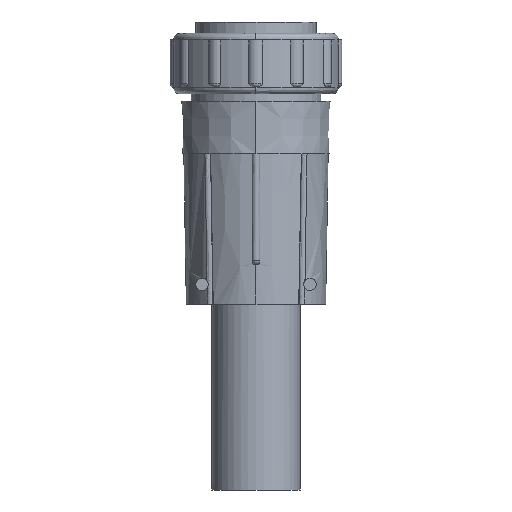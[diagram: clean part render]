
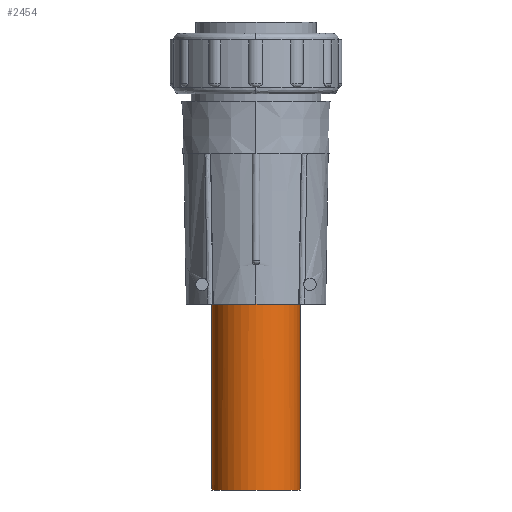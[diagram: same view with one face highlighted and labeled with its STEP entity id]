
A CAD part, front view. The second image highlights one B-rep face of the part: STEP entity #2454.
In plain terms, the highlighted cylindrical face has radius 8.509 mm (diameter 17.018 mm), a partial arc.
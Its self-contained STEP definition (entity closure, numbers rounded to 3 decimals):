
#16 = VECTOR ( 'NONE', #10821, 1000. ) ;
#79 = LINE ( 'NONE', #3037, #11397 ) ;
#93 = LINE ( 'NONE', #643, #9307 ) ;
#126 = CARTESIAN_POINT ( 'NONE',  ( 8.509, 0., -90.17 ) ) ;
#161 = ORIENTED_EDGE ( 'NONE', *, *, #7890, .T. ) ;
#643 = CARTESIAN_POINT ( 'NONE',  ( -8.5, -0.381, -90.17 ) ) ;
#723 = DIRECTION ( 'NONE',  ( 0., 0., 1. ) ) ;
#788 = VERTEX_POINT ( 'NONE', #126 ) ;
#1085 = CIRCLE ( 'NONE', #10375, 8.509 ) ;
#1249 = CARTESIAN_POINT ( 'NONE',  ( -8.5, -0.381, -46.863 ) ) ;
#1367 = CYLINDRICAL_SURFACE ( 'NONE', #6403, 8.509 ) ;
#1911 = FACE_OUTER_BOUND ( 'NONE', #3596, .T. ) ;
#2054 = CARTESIAN_POINT ( 'NONE',  ( 8.509, 0., -46.863 ) ) ;
#2116 = VECTOR ( 'NONE', #2990, 1000. ) ;
#2135 = ORIENTED_EDGE ( 'NONE', *, *, #8882, .T. ) ;
#2348 = CARTESIAN_POINT ( 'NONE',  ( -8.509, 0., -90.17 ) ) ;
#2360 = EDGE_CURVE ( 'NONE', #7459, #10743, #79, .T. ) ;
#2454 = ADVANCED_FACE ( 'NONE', ( #1911 ), #1367, .T. ) ;
#2574 = CARTESIAN_POINT ( 'NONE',  ( 0., 0., -90.17 ) ) ;
#2589 = ORIENTED_EDGE ( 'NONE', *, *, #2360, .F. ) ;
#2625 = AXIS2_PLACEMENT_3D ( 'NONE', #5049, #11255, #5942 ) ;
#2731 = ORIENTED_EDGE ( 'NONE', *, *, #6314, .T. ) ;
#2740 = VERTEX_POINT ( 'NONE', #2054 ) ;
#2836 = AXIS2_PLACEMENT_3D ( 'NONE', #4012, #10222, #4903 ) ;
#2990 = DIRECTION ( 'NONE',  ( 0., 0., 1. ) ) ;
#3037 = CARTESIAN_POINT ( 'NONE',  ( -8.509, 0., -90.17 ) ) ;
#3126 = CIRCLE ( 'NONE', #2625, 8.509 ) ;
#3490 = DIRECTION ( 'NONE',  ( 1., 0., 0. ) ) ;
#3596 = EDGE_LOOP ( 'NONE', ( #2589, #4189, #8266, #161, #2135, #2731, #4885, #10362 ) ) ;
#4012 = CARTESIAN_POINT ( 'NONE',  ( 0., 0., -54.356 ) ) ;
#4063 = DIRECTION ( 'NONE',  ( 1., 0., 0. ) ) ;
#4189 = ORIENTED_EDGE ( 'NONE', *, *, #4760, .T. ) ;
#4726 = DIRECTION ( 'NONE',  ( 0., 0., -1. ) ) ;
#4760 = EDGE_CURVE ( 'NONE', #7459, #788, #1085, .T. ) ;
#4885 = ORIENTED_EDGE ( 'NONE', *, *, #5190, .T. ) ;
#4903 = DIRECTION ( 'NONE',  ( 1., 0., 0. ) ) ;
#4914 = DIRECTION ( 'NONE',  ( 0., 0., 1. ) ) ;
#5049 = CARTESIAN_POINT ( 'NONE',  ( 0., 0., -46.863 ) ) ;
#5190 = EDGE_CURVE ( 'NONE', #5493, #9167, #93, .T. ) ;
#5493 = VERTEX_POINT ( 'NONE', #7650 ) ;
#5942 = DIRECTION ( 'NONE',  ( 1., 0., 0. ) ) ;
#6032 = LINE ( 'NONE', #9199, #2116 ) ;
#6093 = CARTESIAN_POINT ( 'NONE',  ( 8.5, -0.381, -46.863 ) ) ;
#6201 = CARTESIAN_POINT ( 'NONE',  ( 8.5, -0.381, -54.356 ) ) ;
#6314 = EDGE_CURVE ( 'NONE', #8949, #5493, #10390, .T. ) ;
#6403 = AXIS2_PLACEMENT_3D ( 'NONE', #9365, #4914, #4063 ) ;
#7148 = LINE ( 'NONE', #7334, #16 ) ;
#7334 = CARTESIAN_POINT ( 'NONE',  ( 8.5, -0.381, -90.17 ) ) ;
#7459 = VERTEX_POINT ( 'NONE', #2348 ) ;
#7650 = CARTESIAN_POINT ( 'NONE',  ( -8.5, -0.381, -54.356 ) ) ;
#7890 = EDGE_CURVE ( 'NONE', #2740, #11056, #3126, .T. ) ;
#8266 = ORIENTED_EDGE ( 'NONE', *, *, #10322, .T. ) ;
#8797 = DIRECTION ( 'NONE',  ( 0., 0., 1. ) ) ;
#8882 = EDGE_CURVE ( 'NONE', #11056, #8949, #7148, .T. ) ;
#8949 = VERTEX_POINT ( 'NONE', #6201 ) ;
#9143 = CARTESIAN_POINT ( 'NONE',  ( -8.509, 0., -46.863 ) ) ;
#9167 = VERTEX_POINT ( 'NONE', #1249 ) ;
#9199 = CARTESIAN_POINT ( 'NONE',  ( 8.509, 0., -90.17 ) ) ;
#9307 = VECTOR ( 'NONE', #723, 1000. ) ;
#9365 = CARTESIAN_POINT ( 'NONE',  ( 0., 0., -90.17 ) ) ;
#10037 = CIRCLE ( 'NONE', #10208, 8.509 ) ;
#10043 = CARTESIAN_POINT ( 'NONE',  ( 0., 0., -46.863 ) ) ;
#10155 = DIRECTION ( 'NONE',  ( 0., 0., 1. ) ) ;
#10208 = AXIS2_PLACEMENT_3D ( 'NONE', #10043, #4726, #10945 ) ;
#10222 = DIRECTION ( 'NONE',  ( 0., 0., -1. ) ) ;
#10322 = EDGE_CURVE ( 'NONE', #788, #2740, #6032, .T. ) ;
#10362 = ORIENTED_EDGE ( 'NONE', *, *, #11260, .T. ) ;
#10375 = AXIS2_PLACEMENT_3D ( 'NONE', #2574, #8797, #3490 ) ;
#10390 = CIRCLE ( 'NONE', #2836, 8.509 ) ;
#10743 = VERTEX_POINT ( 'NONE', #9143 ) ;
#10821 = DIRECTION ( 'NONE',  ( 0., 0., -1. ) ) ;
#10945 = DIRECTION ( 'NONE',  ( 1., 0., 0. ) ) ;
#11056 = VERTEX_POINT ( 'NONE', #6093 ) ;
#11255 = DIRECTION ( 'NONE',  ( 0., 0., -1. ) ) ;
#11260 = EDGE_CURVE ( 'NONE', #9167, #10743, #10037, .T. ) ;
#11397 = VECTOR ( 'NONE', #10155, 1000. ) ;
